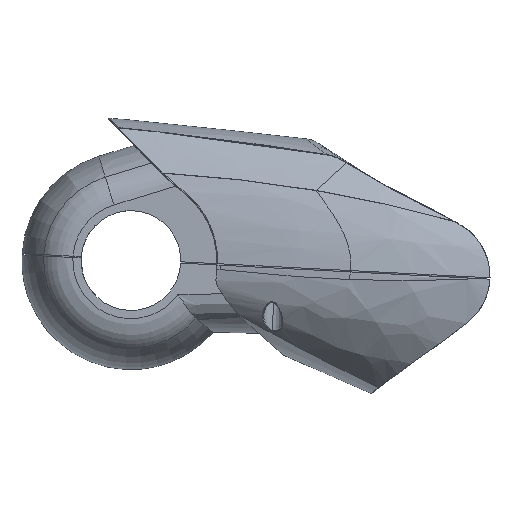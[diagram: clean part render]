
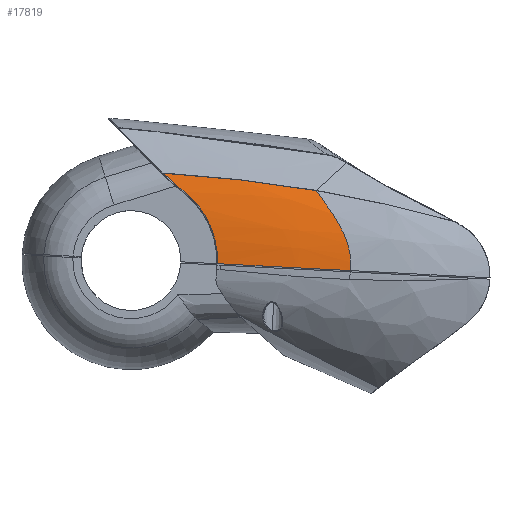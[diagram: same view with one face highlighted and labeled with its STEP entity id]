
A CAD part, left-side view. The second image highlights one B-rep face of the part: STEP entity #17819.
In plain terms, the highlighted free-form (B-spline) face has degree [3, 3] with [7, 5] control points.
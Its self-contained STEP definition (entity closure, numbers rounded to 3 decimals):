
#202=CARTESIAN_POINT('',(10.521,26.19,89.67));
#203=CARTESIAN_POINT('',(10.141,26.19,86.943));
#204=CARTESIAN_POINT('',(9.418,26.19,81.653));
#205=CARTESIAN_POINT('',(8.534,26.19,74.806));
#206=CARTESIAN_POINT('',(7.73,26.19,67.232));
#207=CARTESIAN_POINT('',(7.454,26.19,62.957));
#208=CARTESIAN_POINT('',(7.358,26.19,60.908));
#3318=CARTESIAN_POINT('',(12.03,9.296,69.188));
#6037=CARTESIAN_POINT('',(10.521,26.19,89.67));
#6065=CARTESIAN_POINT('',(15.33,7.251,102.439));
#6067=CARTESIAN_POINT('',(13.648,11.014,97.707));
#6125=CARTESIAN_POINT('',(15.33,7.251,102.439));
#6126=CARTESIAN_POINT('',(15.288,7.258,102.026));
#6127=CARTESIAN_POINT('',(15.203,7.269,101.129));
#6128=CARTESIAN_POINT('',(15.066,7.289,99.729));
#6129=CARTESIAN_POINT('',(14.877,7.329,97.823));
#6130=CARTESIAN_POINT('',(14.771,7.354,96.772));
#6131=CARTESIAN_POINT('',(14.568,7.411,94.765));
#6132=CARTESIAN_POINT('',(14.421,7.46,93.331));
#6133=CARTESIAN_POINT('',(14.224,7.533,91.415));
#6134=CARTESIAN_POINT('',(13.959,7.652,88.874));
#6135=CARTESIAN_POINT('',(13.78,7.743,87.159));
#6136=CARTESIAN_POINT('',(13.496,7.911,84.444));
#6137=CARTESIAN_POINT('',(13.255,8.075,82.15));
#6138=CARTESIAN_POINT('',(12.956,8.305,79.242));
#6139=CARTESIAN_POINT('',(12.662,8.568,76.245));
#6140=CARTESIAN_POINT('',(12.382,8.853,73.207));
#6141=CARTESIAN_POINT('',(12.149,9.135,70.592));
#6142=CARTESIAN_POINT('',(12.03,9.296,69.188));
#6144=CARTESIAN_POINT('',(12.03,9.296,69.188));
#6145=CARTESIAN_POINT('',(11.559,10.175,68.434));
#6146=CARTESIAN_POINT('',(9.295,14.954,64.46));
#6147=CARTESIAN_POINT('',(7.692,20.606,60.546));
#6148=CARTESIAN_POINT('',(7.358,26.19,60.908));
#6150=CARTESIAN_POINT('',(10.521,26.19,89.67));
#6151=CARTESIAN_POINT('',(10.539,25.72,89.678));
#6152=CARTESIAN_POINT('',(10.586,24.748,89.727));
#6153=CARTESIAN_POINT('',(10.703,23.244,89.925));
#6154=CARTESIAN_POINT('',(10.879,21.586,90.278));
#6155=CARTESIAN_POINT('',(11.169,19.61,90.916));
#6156=CARTESIAN_POINT('',(11.516,17.83,91.733));
#6157=CARTESIAN_POINT('',(11.835,16.448,92.515));
#6158=CARTESIAN_POINT('',(12.248,14.935,93.575));
#6159=CARTESIAN_POINT('',(12.57,13.878,94.435));
#6160=CARTESIAN_POINT('',(13.17,12.164,96.153));
#6161=CARTESIAN_POINT('',(13.49,11.386,97.175));
#6162=CARTESIAN_POINT('',(13.648,11.014,97.707));
#6164=CARTESIAN_POINT('',(13.648,11.014,97.707));
#6165=CARTESIAN_POINT('',(13.692,10.913,97.851));
#6166=CARTESIAN_POINT('',(13.775,10.718,98.127));
#6167=CARTESIAN_POINT('',(13.9,10.426,98.531));
#6168=CARTESIAN_POINT('',(14.027,10.133,98.929));
#6169=CARTESIAN_POINT('',(14.162,9.818,99.346));
#6170=CARTESIAN_POINT('',(14.314,9.471,99.797));
#6171=CARTESIAN_POINT('',(14.483,9.086,100.284));
#6172=CARTESIAN_POINT('',(14.674,8.658,100.811));
#6173=CARTESIAN_POINT('',(14.891,8.18,101.382));
#6174=CARTESIAN_POINT('',(15.112,7.706,101.93));
#6175=CARTESIAN_POINT('',(15.263,7.389,102.286));
#6176=CARTESIAN_POINT('',(15.33,7.251,102.439));
#7012=VERTEX_POINT('',#6037);
#7013=VERTEX_POINT('',#208);
#7401=VERTEX_POINT('',#3318);
#7511=VERTEX_POINT('',#6067);
#7512=VERTEX_POINT('',#6065);
#17776=CARTESIAN_POINT('',(10.686,26.428,90.928));
#17777=CARTESIAN_POINT('',(10.918,19.67,91.09));
#17778=CARTESIAN_POINT('',(12.764,13.212,96.599));
#17779=CARTESIAN_POINT('',(15.084,7.785,102.179));
#17780=CARTESIAN_POINT('',(15.644,6.675,103.359));
#17781=CARTESIAN_POINT('',(10.64,26.428,90.576));
#17782=CARTESIAN_POINT('',(10.867,19.683,90.733));
#17783=CARTESIAN_POINT('',(12.708,13.232,96.227));
#17784=CARTESIAN_POINT('',(15.035,7.809,101.789));
#17785=CARTESIAN_POINT('',(15.596,6.699,102.965));
#17786=CARTESIAN_POINT('',(9.916,26.43,85.417));
#17787=CARTESIAN_POINT('',(10.205,19.849,85.444));
#17788=CARTESIAN_POINT('',(12.077,13.466,90.686));
#17789=CARTESIAN_POINT('',(14.389,8.11,96.006));
#17790=CARTESIAN_POINT('',(14.945,7.013,97.132));
#17791=CARTESIAN_POINT('',(8.875,26.431,77.85));
#17792=CARTESIAN_POINT('',(9.19,20.103,77.711));
#17793=CARTESIAN_POINT('',(11.053,13.839,82.595));
#17794=CARTESIAN_POINT('',(13.404,8.575,87.55));
#17795=CARTESIAN_POINT('',(13.966,7.496,88.6));
#17796=CARTESIAN_POINT('',(7.785,26.431,68.098));
#17797=CARTESIAN_POINT('',(8.116,20.453,67.755));
#17798=CARTESIAN_POINT('',(9.898,14.371,72.181));
#17799=CARTESIAN_POINT('',(12.301,9.261,76.667));
#17800=CARTESIAN_POINT('',(12.875,8.213,77.619));
#17801=CARTESIAN_POINT('',(7.443,26.432,63.152));
#17802=CARTESIAN_POINT('',(7.771,20.647,62.714));
#17803=CARTESIAN_POINT('',(9.476,14.676,66.902));
#17804=CARTESIAN_POINT('',(11.872,9.665,71.157));
#17805=CARTESIAN_POINT('',(12.444,8.637,72.061));
#17806=CARTESIAN_POINT('',(7.33,26.432,60.627));
#17807=CARTESIAN_POINT('',(7.639,20.751,60.151));
#17808=CARTESIAN_POINT('',(9.298,14.848,64.222));
#17809=CARTESIAN_POINT('',(11.682,9.896,68.359));
#17810=CARTESIAN_POINT('',(12.251,8.879,69.238));
#17811=B_SPLINE_SURFACE_WITH_KNOTS('',3,3,((#17776,#17777,#17778,#17779,#17780),
(#17781,#17782,#17783,#17784,#17785),(#17786,#17787,#17788,#17789,#17790),(
#17791,#17792,#17793,#17794,#17795),(#17796,#17797,#17798,#17799,#17800),
(#17801,#17802,#17803,#17804,#17805),(#17806,#17807,#17808,#17809,#17810)),
.UNSPECIFIED.,.F.,.F.,.F.,(4,1,1,1,4),(4,1,4),(-1.17,0.,
16.037,24.056,32.404),(-1.996,-1.,
-0.732),.UNSPECIFIED.);
#17812=ORIENTED_EDGE('',*,*,#17769,.T.);
#17813=ORIENTED_EDGE('',*,*,#12026,.T.);
#17814=ORIENTED_EDGE('',*,*,#8052,.F.);
#17815=ORIENTED_EDGE('',*,*,#17473,.T.);
#17816=ORIENTED_EDGE('',*,*,#17637,.T.);
#17817=EDGE_LOOP('',(#17812,#17813,#17814,#17815,#17816));
#17818=FACE_OUTER_BOUND('',#17817,.F.);
#17819=ADVANCED_FACE('',(#17818),#17811,.T.);
#209=B_SPLINE_CURVE_WITH_KNOTS('',3,(#202,#203,#204,#205,#206,#207,#208),
.UNSPECIFIED.,.F.,.F.,(4,1,1,1,4),(0.,0.25,0.5,0.75,1.),
.UNSPECIFIED.);
#6143=B_SPLINE_CURVE_WITH_KNOTS('',3,(#6125,#6126,#6127,#6128,#6129,#6130,#6131,
#6132,#6133,#6134,#6135,#6136,#6137,#6138,#6139,#6140,#6141,#6142),
.UNSPECIFIED.,.F.,.F.,(4,1,1,1,1,1,1,1,1,1,1,1,1,1,1,4),(0.,0.067,
0.133,0.2,0.267,0.333,0.4,
0.467,0.533,0.6,0.667,0.733,
0.8,0.867,0.933,1.),.UNSPECIFIED.);
#6149=B_SPLINE_CURVE_WITH_KNOTS('',3,(#6144,#6145,#6146,#6147,#6148),
.UNSPECIFIED.,.F.,.F.,(4,1,4),(0.,0.189,1.),.UNSPECIFIED.);
#6163=B_SPLINE_CURVE_WITH_KNOTS('',3,(#6150,#6151,#6152,#6153,#6154,#6155,#6156,
#6157,#6158,#6159,#6160,#6161,#6162),.UNSPECIFIED.,.F.,.F.,(4,1,1,1,1,1,1,1,1,1,
4),(0.,0.1,0.2,0.3,0.4,0.5,0.6,0.7,0.8,0.9,1.),
.UNSPECIFIED.);
#6177=B_SPLINE_CURVE_WITH_KNOTS('',3,(#6164,#6165,#6166,#6167,#6168,#6169,#6170,
#6171,#6172,#6173,#6174,#6175,#6176),.UNSPECIFIED.,.F.,.F.,(4,1,1,1,1,1,1,1,1,1,
4),(0.,0.087,0.166,0.245,
0.331,0.424,0.526,0.638,
0.761,0.897,1.),.UNSPECIFIED.);
#8052=EDGE_CURVE('',#7012,#7013,#209,.T.);
#12026=EDGE_CURVE('',#7401,#7013,#6149,.T.);
#17473=EDGE_CURVE('',#7012,#7511,#6163,.T.);
#17637=EDGE_CURVE('',#7511,#7512,#6177,.T.);
#17769=EDGE_CURVE('',#7512,#7401,#6143,.T.);
